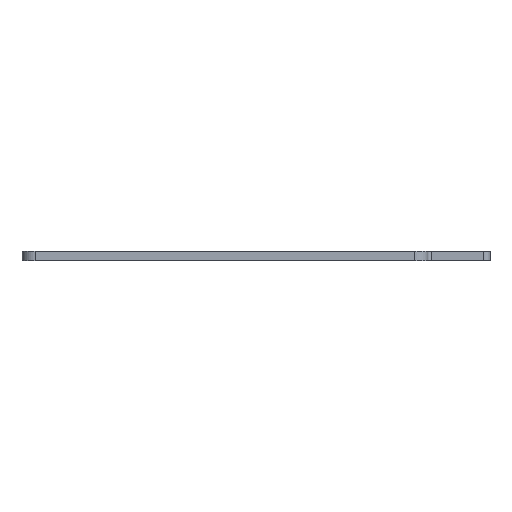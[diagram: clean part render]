
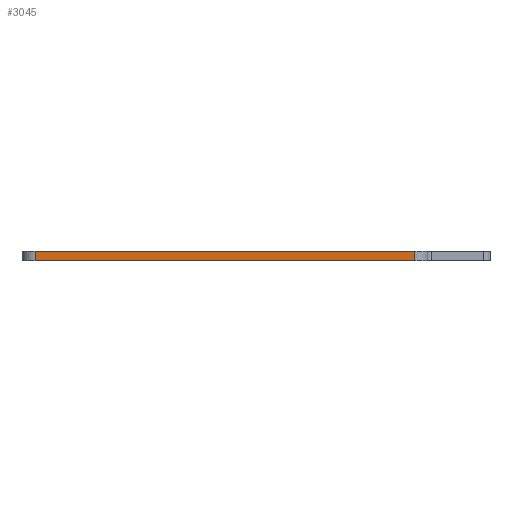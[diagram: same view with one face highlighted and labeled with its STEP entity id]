
A CAD part, left-side view. The second image highlights one B-rep face of the part: STEP entity #3045.
In plain terms, the highlighted planar face has unit normal (-1, 0, 0).
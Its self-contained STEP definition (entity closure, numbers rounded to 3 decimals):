
#153=DIRECTION('',(0.,0.,-1.));
#154=VECTOR('',#153,1.5);
#155=CARTESIAN_POINT('',(-16.75,30.,1.5));
#156=LINE('',#155,#154);
#611=DIRECTION('',(0.,-1.,0.));
#612=VECTOR('',#611,58.);
#613=CARTESIAN_POINT('',(-16.75,30.,0.));
#614=LINE('',#613,#612);
#1263=DIRECTION('',(0.,-1.,0.));
#1264=VECTOR('',#1263,58.);
#1265=CARTESIAN_POINT('',(-16.75,30.,1.5));
#1266=LINE('',#1265,#1264);
#1277=DIRECTION('',(0.,0.,1.));
#1278=VECTOR('',#1277,1.5);
#1279=CARTESIAN_POINT('',(-16.75,-28.,0.));
#1280=LINE('',#1279,#1278);
#2110=CARTESIAN_POINT('',(-16.75,30.,1.5));
#2112=VERTEX_POINT('',#2110);
#2114=CARTESIAN_POINT('',(-16.75,30.,0.));
#2115=VERTEX_POINT('',#2114);
#2232=CARTESIAN_POINT('',(-16.75,-28.,1.5));
#2233=VERTEX_POINT('',#2232);
#2308=CARTESIAN_POINT('',(-16.75,-28.,0.));
#2309=VERTEX_POINT('',#2308);
#3033=CARTESIAN_POINT('',(-16.75,30.,1.5));
#3034=DIRECTION('',(-1.,0.,0.));
#3035=DIRECTION('',(0.,1.,0.));
#3036=AXIS2_PLACEMENT_3D('',#3033,#3034,#3035);
#3037=PLANE('',#3036);
#3038=ORIENTED_EDGE('',*,*,#2612,.T.);
#3040=ORIENTED_EDGE('',*,*,#3039,.F.);
#3041=ORIENTED_EDGE('',*,*,#2734,.F.);
#3042=ORIENTED_EDGE('',*,*,#2477,.F.);
#3043=EDGE_LOOP('',(#3038,#3040,#3041,#3042));
#3044=FACE_OUTER_BOUND('',#3043,.F.);
#2477=EDGE_CURVE('',#2112,#2115,#156,.T.);
#2612=EDGE_CURVE('',#2112,#2233,#1266,.T.);
#2734=EDGE_CURVE('',#2115,#2309,#614,.T.);
#3039=EDGE_CURVE('',#2309,#2233,#1280,.T.);
#3045=ADVANCED_FACE('',(#3044),#3037,.T.);
